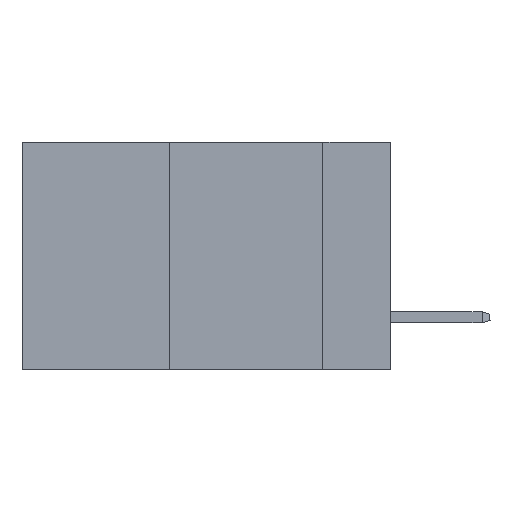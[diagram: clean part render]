
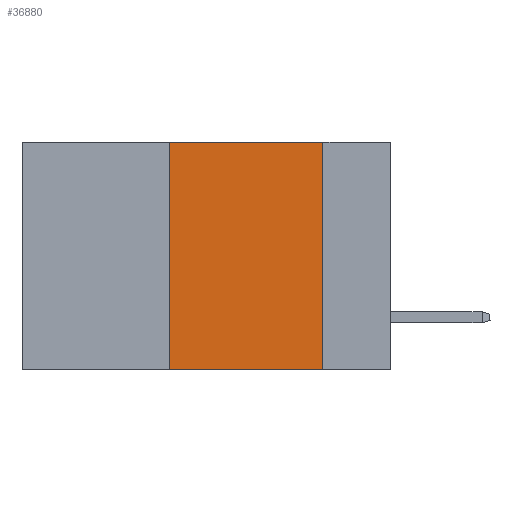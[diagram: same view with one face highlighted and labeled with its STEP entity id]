
A CAD part, left-side view. The second image highlights one B-rep face of the part: STEP entity #36880.
In plain terms, the highlighted planar face has unit normal (-1, 0, 0).
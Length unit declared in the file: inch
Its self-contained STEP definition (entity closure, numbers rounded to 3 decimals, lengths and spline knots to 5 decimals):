
#430 = DIRECTION ( 'NONE',  ( 0., -1., 0. ) ) ;
#826 = VECTOR ( 'NONE', #430, 39.37008 ) ;
#1305 = VERTEX_POINT ( 'NONE', #26544 ) ;
#2705 = CARTESIAN_POINT ( 'NONE',  ( 0., 0.36, -0.37 ) ) ;
#3306 = EDGE_LOOP ( 'NONE', ( #9684, #16973, #9016, #9344 ) ) ;
#4298 = CARTESIAN_POINT ( 'NONE',  ( 0., 0.6, -0.37 ) ) ;
#7767 = LINE ( 'NONE', #16748, #12500 ) ;
#8794 = DIRECTION ( 'NONE',  ( 0., 0., -1. ) ) ;
#9016 = ORIENTED_EDGE ( 'NONE', *, *, #18666, .F. ) ;
#9344 = ORIENTED_EDGE ( 'NONE', *, *, #40275, .T. ) ;
#9684 = ORIENTED_EDGE ( 'NONE', *, *, #37089, .F. ) ;
#10411 = CARTESIAN_POINT ( 'NONE',  ( 0., 0.36, 0. ) ) ;
#11435 = CARTESIAN_POINT ( 'NONE',  ( 0., 0.6, 0. ) ) ;
#12500 = VECTOR ( 'NONE', #26423, 39.37008 ) ;
#13195 = CARTESIAN_POINT ( 'NONE',  ( 0., 0.36, 0. ) ) ;
#14012 = DIRECTION ( 'NONE',  ( 0., -1., 0. ) ) ;
#16748 = CARTESIAN_POINT ( 'NONE',  ( 0., 0.11, 0. ) ) ;
#16973 = ORIENTED_EDGE ( 'NONE', *, *, #28814, .F. ) ;
#17658 = CARTESIAN_POINT ( 'NONE',  ( 0., 0.6, 0. ) ) ;
#18666 = EDGE_CURVE ( 'NONE', #25884, #40833, #39686, .T. ) ;
#20299 = LINE ( 'NONE', #17658, #826 ) ;
#21242 = AXIS2_PLACEMENT_3D ( 'NONE', #11435, #42586, #8794 ) ;
#22582 = FACE_OUTER_BOUND ( 'NONE', #3306, .T. ) ;
#24471 = VERTEX_POINT ( 'NONE', #42201 ) ;
#24826 = LINE ( 'NONE', #4298, #34154 ) ;
#25884 = VERTEX_POINT ( 'NONE', #2705 ) ;
#26423 = DIRECTION ( 'NONE',  ( 0., 0., -1. ) ) ;
#26544 = CARTESIAN_POINT ( 'NONE',  ( 0., 0.11, 0. ) ) ;
#28814 = EDGE_CURVE ( 'NONE', #40833, #1305, #20299, .T. ) ;
#30224 = VECTOR ( 'NONE', #36396, 39.37008 ) ;
#31428 = PLANE ( 'NONE',  #21242 ) ;
#34154 = VECTOR ( 'NONE', #14012, 39.37008 ) ;
#36396 = DIRECTION ( 'NONE',  ( 0., 0., 1. ) ) ;
#36880 = ADVANCED_FACE ( 'NONE', ( #22582 ), #31428, .F. ) ;
#37089 = EDGE_CURVE ( 'NONE', #1305, #24471, #7767, .T. ) ;
#39686 = LINE ( 'NONE', #13195, #30224 ) ;
#40275 = EDGE_CURVE ( 'NONE', #25884, #24471, #24826, .T. ) ;
#40833 = VERTEX_POINT ( 'NONE', #10411 ) ;
#42201 = CARTESIAN_POINT ( 'NONE',  ( 0., 0.11, -0.37 ) ) ;
#42586 = DIRECTION ( 'NONE',  ( 1., 0., 0. ) ) ;
